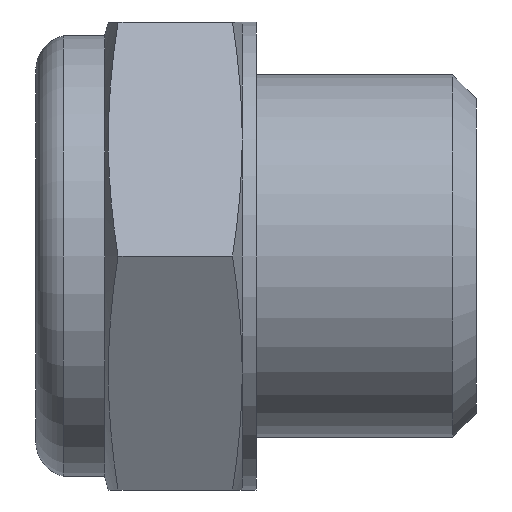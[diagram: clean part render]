
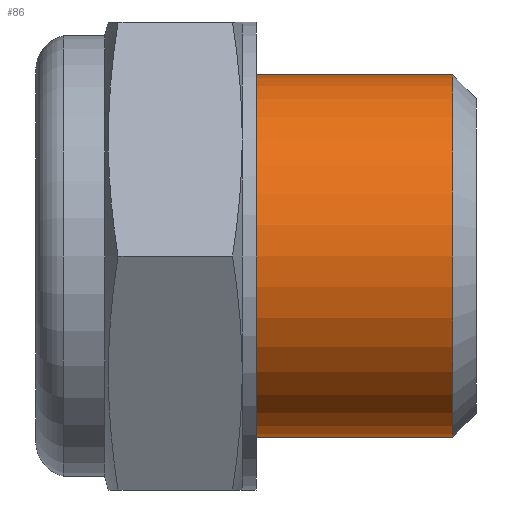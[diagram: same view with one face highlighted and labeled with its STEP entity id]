
A CAD part, front view. The second image highlights one B-rep face of the part: STEP entity #86.
In plain terms, the highlighted cylindrical face has radius 6.579 mm (diameter 13.157 mm), a full revolution.
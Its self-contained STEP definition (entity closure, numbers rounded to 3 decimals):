
#86 = ADVANCED_FACE( '', ( #185, #186 ), #187, .T. );
#185 = FACE_OUTER_BOUND( '', #292, .T. );
#186 = FACE_OUTER_BOUND( '', #293, .T. );
#187 = CYLINDRICAL_SURFACE( '', #294, 6.579 );
#292 = EDGE_LOOP( '', ( #477 ) );
#293 = EDGE_LOOP( '', ( #478 ) );
#294 = AXIS2_PLACEMENT_3D( '', #479, #480, #481 );
#477 = ORIENTED_EDGE( '', *, *, #573, .T. );
#478 = ORIENTED_EDGE( '', *, *, #638, .F. );
#479 = CARTESIAN_POINT( '', ( 16., 0., 0. ) );
#480 = DIRECTION( '', ( -1., 0., 0. ) );
#481 = DIRECTION( '', ( 0., 0., -1. ) );
#573 = EDGE_CURVE( '', #660, #660, #661, .T. );
#638 = EDGE_CURVE( '', #761, #761, #762, .T. );
#660 = VERTEX_POINT( '', #786 );
#661 = CIRCLE( '', #787, 6.579 );
#761 = VERTEX_POINT( '', #970 );
#762 = CIRCLE( '', #971, 6.579 );
#786 = CARTESIAN_POINT( '', ( 8., 0., -6.579 ) );
#787 = AXIS2_PLACEMENT_3D( '', #1005, #1006, #1007 );
#970 = CARTESIAN_POINT( '', ( 15.144, 0., -6.579 ) );
#971 = AXIS2_PLACEMENT_3D( '', #1081, #1082, #1083 );
#1005 = CARTESIAN_POINT( '', ( 8., 0., 0. ) );
#1006 = DIRECTION( '', ( 1., 0., 0. ) );
#1007 = DIRECTION( '', ( 0., 0., -1. ) );
#1081 = CARTESIAN_POINT( '', ( 15.144, 0., 0. ) );
#1082 = DIRECTION( '', ( 1., 0., 0. ) );
#1083 = DIRECTION( '', ( 0., 0., -1. ) );
